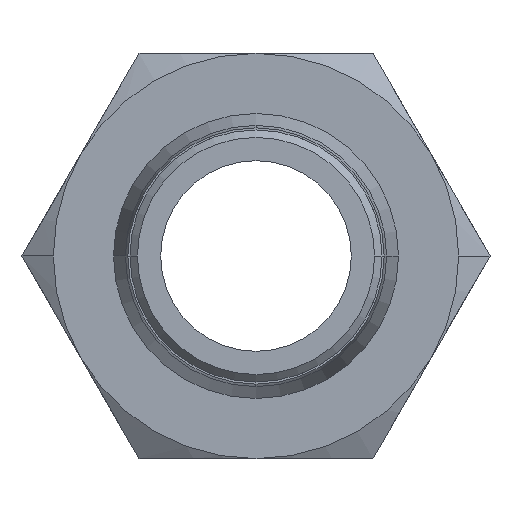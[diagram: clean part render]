
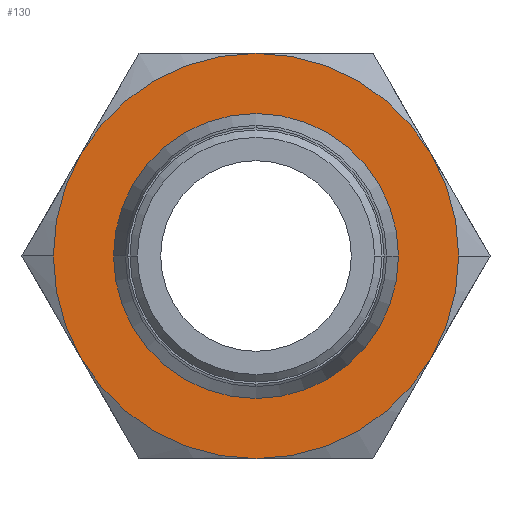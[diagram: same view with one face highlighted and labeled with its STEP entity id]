
A CAD part, left-side view. The second image highlights one B-rep face of the part: STEP entity #130.
In plain terms, the highlighted planar face has unit normal (-1, 0, 0).
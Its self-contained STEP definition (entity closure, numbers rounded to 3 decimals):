
#130=ADVANCED_FACE('',(#306,#307),#308,.T.);
#306=FACE_BOUND('',#525,.T.);
#307=FACE_OUTER_BOUND('',#526,.T.);
#308=PLANE('',#527);
#525=EDGE_LOOP('',(#1078,#1079));
#526=EDGE_LOOP('',(#1080,#1081,#1082,#1083,#1084,#1085,#1086,#1087));
#527=AXIS2_PLACEMENT_3D('',#1088,#1089,#1090);
#1078=ORIENTED_EDGE('',*,*,#1436,.T.);
#1079=ORIENTED_EDGE('',*,*,#1502,.T.);
#1080=ORIENTED_EDGE('',*,*,#1531,.T.);
#1081=ORIENTED_EDGE('',*,*,#1391,.T.);
#1082=ORIENTED_EDGE('',*,*,#1535,.T.);
#1083=ORIENTED_EDGE('',*,*,#1521,.T.);
#1084=ORIENTED_EDGE('',*,*,#1393,.T.);
#1085=ORIENTED_EDGE('',*,*,#1524,.T.);
#1086=ORIENTED_EDGE('',*,*,#1526,.T.);
#1087=ORIENTED_EDGE('',*,*,#1530,.T.);
#1088=CARTESIAN_POINT('',(-34.956,6.75,0.0));
#1089=DIRECTION('',(-1.0,0.,0.0));
#1090=DIRECTION('',(0.,1.0,0.0));
#1391=EDGE_CURVE('',#1626,#1628,#1630,.T.);
#1393=EDGE_CURVE('',#1634,#1631,#1635,.T.);
#1436=EDGE_CURVE('',#1709,#1706,#1710,.T.);
#1502=EDGE_CURVE('',#1706,#1709,#1812,.T.);
#1521=EDGE_CURVE('',#1838,#1634,#1839,.T.);
#1524=EDGE_CURVE('',#1631,#1841,#1843,.T.);
#1526=EDGE_CURVE('',#1841,#1845,#1847,.T.);
#1530=EDGE_CURVE('',#1845,#1851,#1853,.T.);
#1531=EDGE_CURVE('',#1851,#1626,#1854,.T.);
#1535=EDGE_CURVE('',#1628,#1838,#1859,.T.);
#1626=VERTEX_POINT('',#1990);
#1628=VERTEX_POINT('',#1993);
#1630=CIRCLE('',#2006,13.5);
#1631=VERTEX_POINT('',#2007);
#1634=VERTEX_POINT('',#2011);
#1635=CIRCLE('',#2012,13.5);
#1706=VERTEX_POINT('',#2114);
#1709=VERTEX_POINT('',#2118);
#1710=CIRCLE('',#2119,9.491);
#1812=CIRCLE('',#2246,9.491);
#1838=VERTEX_POINT('',#2289);
#1839=CIRCLE('',#2290,13.5);
#1841=VERTEX_POINT('',#2303);
#1843=CIRCLE('',#2316,13.5);
#1845=VERTEX_POINT('',#2318);
#1847=CIRCLE('',#2331,13.5);
#1851=VERTEX_POINT('',#2357);
#1853=CIRCLE('',#2370,13.5);
#1854=CIRCLE('',#2371,13.5);
#1859=CIRCLE('',#2409,13.5);
#1990=CARTESIAN_POINT('',(-34.956,13.5,0.));
#1993=CARTESIAN_POINT('',(-34.956,11.691,-6.75));
#2006=AXIS2_PLACEMENT_3D('',#2824,#2825,#2826);
#2007=CARTESIAN_POINT('',(-34.956,-13.5,0.));
#2011=CARTESIAN_POINT('',(-34.956,-11.691,-6.75));
#2012=AXIS2_PLACEMENT_3D('',#2828,#2829,#2830);
#2114=CARTESIAN_POINT('',(-34.956,9.491,0.));
#2118=CARTESIAN_POINT('',(-34.956,-9.491,0.));
#2119=AXIS2_PLACEMENT_3D('',#2912,#2913,#2914);
#2246=AXIS2_PLACEMENT_3D('',#3060,#3061,#3062);
#2289=CARTESIAN_POINT('',(-34.956,0.,-13.5));
#2290=AXIS2_PLACEMENT_3D('',#3102,#3103,#3104);
#2303=CARTESIAN_POINT('',(-34.956,-11.691,6.75));
#2316=AXIS2_PLACEMENT_3D('',#3105,#3106,#3107);
#2318=CARTESIAN_POINT('',(-34.956,0.,13.5));
#2331=AXIS2_PLACEMENT_3D('',#3108,#3109,#3110);
#2357=CARTESIAN_POINT('',(-34.956,11.691,6.75));
#2370=AXIS2_PLACEMENT_3D('',#3111,#3112,#3113);
#2371=AXIS2_PLACEMENT_3D('',#3114,#3115,#3116);
#2409=AXIS2_PLACEMENT_3D('',#3117,#3118,#3119);
#2824=CARTESIAN_POINT('',(-34.956,0.,0.0));
#2825=DIRECTION('',(-1.0,0.,0.0));
#2826=DIRECTION('',(0.,1.0,0.0));
#2828=CARTESIAN_POINT('',(-34.956,0.,0.0));
#2829=DIRECTION('',(-1.0,0.,0.0));
#2830=DIRECTION('',(0.,1.0,0.0));
#2912=CARTESIAN_POINT('',(-34.956,0.0,0.));
#2913=DIRECTION('',(1.0,0.,0.0));
#2914=DIRECTION('',(0.,1.0,0.0));
#3060=CARTESIAN_POINT('',(-34.956,0.0,0.));
#3061=DIRECTION('',(1.0,0.,0.0));
#3062=DIRECTION('',(0.,1.0,0.0));
#3102=CARTESIAN_POINT('',(-34.956,0.,0.0));
#3103=DIRECTION('',(-1.0,0.,0.0));
#3104=DIRECTION('',(0.,1.0,0.0));
#3105=CARTESIAN_POINT('',(-34.956,0.,0.0));
#3106=DIRECTION('',(-1.0,0.,0.0));
#3107=DIRECTION('',(0.,1.0,0.0));
#3108=CARTESIAN_POINT('',(-34.956,0.,0.0));
#3109=DIRECTION('',(-1.0,0.,0.0));
#3110=DIRECTION('',(0.,1.0,0.0));
#3111=CARTESIAN_POINT('',(-34.956,0.,0.0));
#3112=DIRECTION('',(-1.0,0.,0.0));
#3113=DIRECTION('',(0.,1.0,0.0));
#3114=CARTESIAN_POINT('',(-34.956,0.,0.0));
#3115=DIRECTION('',(-1.0,0.,0.0));
#3116=DIRECTION('',(0.,1.0,0.0));
#3117=CARTESIAN_POINT('',(-34.956,0.,0.0));
#3118=DIRECTION('',(-1.0,0.,0.0));
#3119=DIRECTION('',(0.,1.0,0.0));
